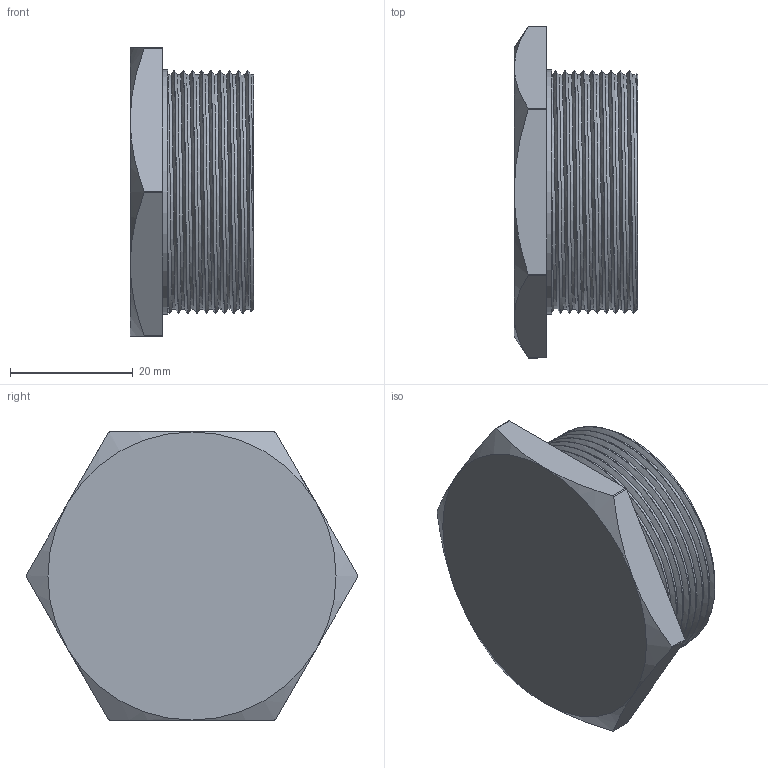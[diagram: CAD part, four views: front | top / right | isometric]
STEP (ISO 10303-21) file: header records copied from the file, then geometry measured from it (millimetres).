
FILE_DESCRIPTION(/* description */ ('Verschlusschraube sechskant Ex M 40x1,5'),/* implementation_level */ '2;1');
FILE_NAME(/* name */ 'RX190409-RST.stp',/* time_stamp */ '2021-03-30T15:03:02+02:00',/* author */ ('sl'),/* organization */ (''),/* preprocessor_version */ 'ST-DEVELOPER v16.5',/* originating_system */ 'Autodesk Inventor 2017',/* authorisation */ '');
FILE_SCHEMA (('AUTOMOTIVE_DESIGN { 1 0 10303 214 3 1 1 }'));
Length unit declared in the file: millimetre
Products named in the file (1): RX190409
Bounding box: 20.15 x 54.15 x 47 mm (x, y, z)
Volume: 15054.1 mm3; surface area: 8816.9 mm2
Topology: 1 solids, 1 shells, 32 faces, 72 edges, 45 vertices
Faces by surface type: plane 11, cylinder 10, cone 9, bspline 2
Full cylindrical faces by diameter (mm): 32.98 x1, 39.9 x1
Entity records: 2623 total; most frequent: CARTESIAN_POINT 1924, DIRECTION 138, ORIENTED_EDGE 134, EDGE_CURVE 67, AXIS2_PLACEMENT_3D 60, VERTEX_POINT 44, EDGE_LOOP 39, FACE_OUTER_BOUND 32
